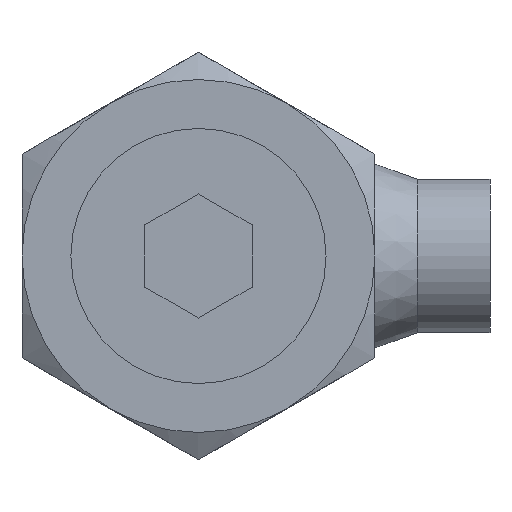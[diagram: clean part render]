
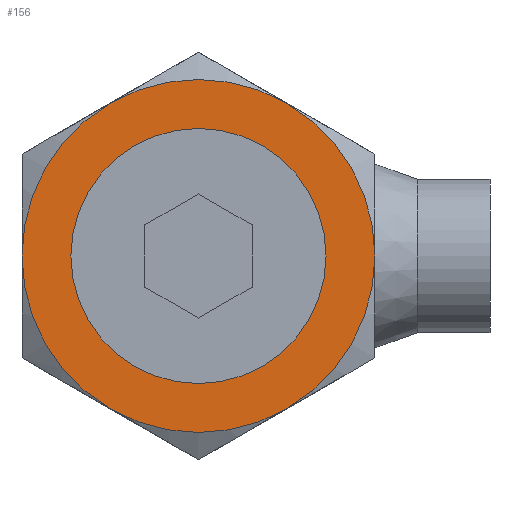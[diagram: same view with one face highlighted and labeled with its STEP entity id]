
A CAD part, front view. The second image highlights one B-rep face of the part: STEP entity #156.
In plain terms, the highlighted planar face has unit normal (0, -1, 0).
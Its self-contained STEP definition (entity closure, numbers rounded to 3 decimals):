
#156 = ADVANCED_FACE( '', ( #339, #340 ), #341, .F. );
#339 = FACE_BOUND( '', #552, .T. );
#340 = FACE_OUTER_BOUND( '', #553, .T. );
#341 = PLANE( '', #554 );
#552 = EDGE_LOOP( '', ( #901 ) );
#553 = EDGE_LOOP( '', ( #902, #903, #904, #905, #906, #907 ) );
#554 = AXIS2_PLACEMENT_3D( '', #908, #909, #910 );
#901 = ORIENTED_EDGE( '', *, *, #1072, .F. );
#902 = ORIENTED_EDGE( '', *, *, #1091, .T. );
#903 = ORIENTED_EDGE( '', *, *, #1059, .T. );
#904 = ORIENTED_EDGE( '', *, *, #1052, .T. );
#905 = ORIENTED_EDGE( '', *, *, #1167, .T. );
#906 = ORIENTED_EDGE( '', *, *, #1095, .T. );
#907 = ORIENTED_EDGE( '', *, *, #1121, .T. );
#908 = CARTESIAN_POINT( '', ( 23., 0., 0. ) );
#909 = DIRECTION( '', ( 0., 1., 0. ) );
#910 = DIRECTION( '', ( 0., 0., 1. ) );
#1052 = EDGE_CURVE( '', #1203, #1204, #1205, .T. );
#1059 = EDGE_CURVE( '', #1215, #1203, #1216, .T. );
#1072 = EDGE_CURVE( '', #1237, #1237, #1238, .T. );
#1091 = EDGE_CURVE( '', #1269, #1215, #1270, .T. );
#1095 = EDGE_CURVE( '', #1275, #1276, #1277, .T. );
#1121 = EDGE_CURVE( '', #1276, #1269, #1314, .T. );
#1167 = EDGE_CURVE( '', #1204, #1275, #1376, .T. );
#1203 = VERTEX_POINT( '', #1419 );
#1204 = VERTEX_POINT( '', #1420 );
#1205 = CIRCLE( '', #1421, 23. );
#1215 = VERTEX_POINT( '', #1445 );
#1216 = CIRCLE( '', #1446, 23. );
#1237 = VERTEX_POINT( '', #1485 );
#1238 = CIRCLE( '', #1486, 16.625 );
#1269 = VERTEX_POINT( '', #1535 );
#1270 = CIRCLE( '', #1536, 23. );
#1275 = VERTEX_POINT( '', #1557 );
#1276 = VERTEX_POINT( '', #1558 );
#1277 = CIRCLE( '', #1559, 23. );
#1314 = CIRCLE( '', #1654, 23. );
#1376 = CIRCLE( '', #1774, 23. );
#1419 = CARTESIAN_POINT( '', ( 11.5, 0., 19.919 ) );
#1420 = CARTESIAN_POINT( '', ( -11.5, 0., 19.919 ) );
#1421 = AXIS2_PLACEMENT_3D( '', #1835, #1836, #1837 );
#1445 = CARTESIAN_POINT( '', ( 23., 0., 0. ) );
#1446 = AXIS2_PLACEMENT_3D( '', #1844, #1845, #1846 );
#1485 = CARTESIAN_POINT( '', ( 0., 0., -16.625 ) );
#1486 = AXIS2_PLACEMENT_3D( '', #1860, #1861, #1862 );
#1535 = CARTESIAN_POINT( '', ( 11.5, 0., -19.919 ) );
#1536 = AXIS2_PLACEMENT_3D( '', #1896, #1897, #1898 );
#1557 = CARTESIAN_POINT( '', ( -23., 0., 0. ) );
#1558 = CARTESIAN_POINT( '', ( -11.5, 0., -19.919 ) );
#1559 = AXIS2_PLACEMENT_3D( '', #1899, #1900, #1901 );
#1654 = AXIS2_PLACEMENT_3D( '', #1917, #1918, #1919 );
#1774 = AXIS2_PLACEMENT_3D( '', #1958, #1959, #1960 );
#1835 = CARTESIAN_POINT( '', ( 0., 0., 0. ) );
#1836 = DIRECTION( '', ( 0., -1., 0. ) );
#1837 = DIRECTION( '', ( 0., 0., -1. ) );
#1844 = CARTESIAN_POINT( '', ( 0., 0., 0. ) );
#1845 = DIRECTION( '', ( 0., -1., 0. ) );
#1846 = DIRECTION( '', ( 0., 0., -1. ) );
#1860 = CARTESIAN_POINT( '', ( 0., 0., 0. ) );
#1861 = DIRECTION( '', ( 0., -1., 0. ) );
#1862 = DIRECTION( '', ( 0., 0., -1. ) );
#1896 = CARTESIAN_POINT( '', ( 0., 0., 0. ) );
#1897 = DIRECTION( '', ( 0., -1., 0. ) );
#1898 = DIRECTION( '', ( 0., 0., -1. ) );
#1899 = CARTESIAN_POINT( '', ( 0., 0., 0. ) );
#1900 = DIRECTION( '', ( 0., -1., 0. ) );
#1901 = DIRECTION( '', ( 0., 0., -1. ) );
#1917 = CARTESIAN_POINT( '', ( 0., 0., 0. ) );
#1918 = DIRECTION( '', ( 0., -1., 0. ) );
#1919 = DIRECTION( '', ( 0., 0., -1. ) );
#1958 = CARTESIAN_POINT( '', ( 0., 0., 0. ) );
#1959 = DIRECTION( '', ( 0., -1., 0. ) );
#1960 = DIRECTION( '', ( 0., 0., -1. ) );
